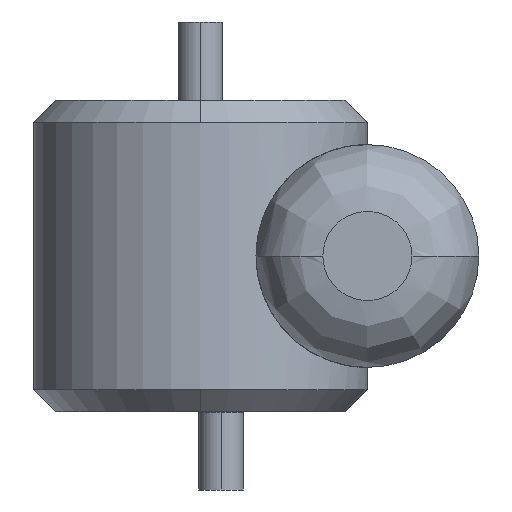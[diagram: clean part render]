
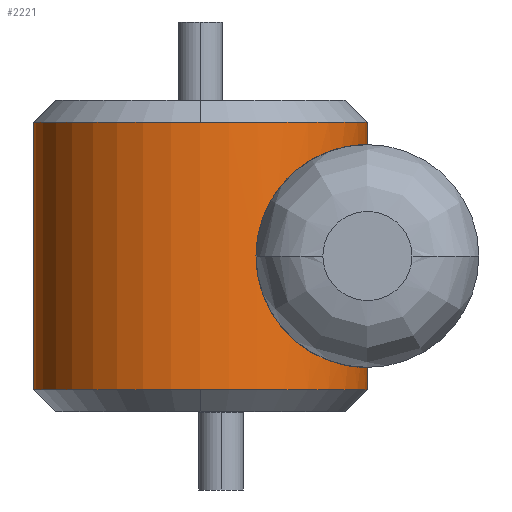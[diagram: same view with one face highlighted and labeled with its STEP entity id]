
A CAD part, left-side view. The second image highlights one B-rep face of the part: STEP entity #2221.
In plain terms, the highlighted cylindrical face has radius 7.5 mm (diameter 15 mm), a partial arc.
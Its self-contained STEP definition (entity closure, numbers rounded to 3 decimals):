
#471=CARTESIAN_POINT(' ',(-7.5,112.5,-5.992));
#472=VERTEX_POINT(' ',#471);
#551=CARTESIAN_POINT(' ',(0.,105.,-5.992));
#552=VERTEX_POINT(' ',#551);
#566=CARTESIAN_POINT(' ',(0.,112.5,-5.992));
#571=DIRECTION(' ',(0.,0.,1.));
#576=DIRECTION(' ',(-1.,0.,0.));
#581=AXIS2_PLACEMENT_3D(' ',#566,#571,#576);
#586=CIRCLE('',#581,7.5);
#591=EDGE_CURVE(' ',#472,#552,#586,.T.);
#806=CARTESIAN_POINT(' ',(0.,112.5,-5.992));
#811=DIRECTION(' ',(0.,0.,1.));
#816=DIRECTION(' ',(0.,1.,0.));
#821=AXIS2_PLACEMENT_3D(' ',#806,#811,#816);
#826=CIRCLE('',#821,7.5);
#831=CARTESIAN_POINT(' ',(0.001,120.,-5.992));
#832=VERTEX_POINT(' ',#831);
#836=EDGE_CURVE(' ',#832,#472,#826,.T.);
#1501=CARTESIAN_POINT(' ',(0.,105.,5.008));
#1506=DIRECTION(' ',(0.,0.,1.));
#1511=VECTOR(' ',#1506,1.);
#1516=LINE('',#1501,#1511);
#1521=CARTESIAN_POINT(' ',(0.,105.,5.008));
#1522=VERTEX_POINT(' ',#1521);
#1526=CARTESIAN_POINT(' ',(0.,105.,6.008));
#1527=VERTEX_POINT(' ',#1526);
#1531=EDGE_CURVE(' ',#1522,#1527,#1516,.T.);
#1696=CARTESIAN_POINT(' ',(0.,105.,-4.992));
#1697=VERTEX_POINT(' ',#1696);
#1711=CARTESIAN_POINT(' ',(0.,105.,-5.992));
#1716=DIRECTION(' ',(0.,0.,1.));
#1721=VECTOR(' ',#1716,1.);
#1726=LINE('',#1711,#1721);
#1731=EDGE_CURVE(' ',#552,#1697,#1726,.T.);
#1751=CARTESIAN_POINT(' ',(0.001,120.,-5.992));
#1756=DIRECTION(' ',(0.,0.,1.));
#1761=VECTOR(' ',#1756,1.);
#1766=LINE('',#1751,#1761);
#1771=CARTESIAN_POINT(' ',(0.001,120.,6.008));
#1772=VERTEX_POINT(' ',#1771);
#1776=EDGE_CURVE(' ',#832,#1772,#1766,.T.);
#1931=CARTESIAN_POINT(' ',(0.,112.5,7.008));
#1936=DIRECTION(' ',(0.,0.,-1.));
#1941=DIRECTION(' ',(0.,-1.,0.));
#1946=AXIS2_PLACEMENT_3D(' ',#1931,#1936,#1941);
#1951=CYLINDRICAL_SURFACE(' ',#1946,7.5);
#1956=CARTESIAN_POINT(' ',(0.,105.,5.008));
#1961=CARTESIAN_POINT(' ',(-0.917,105.,5.008));
#1966=CARTESIAN_POINT(' ',(-1.843,105.179,5.014));
#1971=CARTESIAN_POINT(' ',(-3.82,105.925,4.941));
#1976=CARTESIAN_POINT(' ',(-4.774,106.618,4.823));
#1981=CARTESIAN_POINT(' ',(-5.744,107.664,4.25));
#1986=CARTESIAN_POINT(' ',(-5.957,107.933,4.072));
#1991=CARTESIAN_POINT(' ',(-6.449,108.633,3.491));
#1996=CARTESIAN_POINT(' ',(-6.67,109.054,3.008));
#2001=CARTESIAN_POINT(' ',(-7.002,109.776,1.709));
#2006=CARTESIAN_POINT(' ',(-7.071,110.,0.859));
#2011=CARTESIAN_POINT(' ',(-7.071,110.,0.008));
#2016=B_SPLINE_CURVE_WITH_KNOTS('',3,(#1956,#1961,#1966,#1971,#1976,#1981,#1986,#1991,#1996,#2001,#2006,#2011),.UNSPECIFIED.,.F.,.U.,(4,2,2,2,2,4),(0.,0.207,0.506,0.606,0.779,1.),.UNSPECIFIED.);
#2021=CARTESIAN_POINT(' ',(-7.071,110.,0.008));
#2022=VERTEX_POINT(' ',#2021);
#2026=EDGE_CURVE(' ',#1522,#2022,#2016,.T.);
#2031=ORIENTED_EDGE(' ',*,*,#2026,.F.);
#2036=ORIENTED_EDGE(' ',*,*,#1531,.T.);
#2041=CARTESIAN_POINT(' ',(0.,112.5,6.007));
#2046=DIRECTION(' ',(0.,0.,-1.));
#2051=DIRECTION(' ',(0.,-1.,0.));
#2056=AXIS2_PLACEMENT_3D(' ',#2041,#2046,#2051);
#2061=CIRCLE('',#2056,7.5);
#2066=CARTESIAN_POINT(' ',(-7.5,112.5,6.008));
#2067=VERTEX_POINT(' ',#2066);
#2071=EDGE_CURVE(' ',#1527,#2067,#2061,.T.);
#2076=ORIENTED_EDGE(' ',*,*,#2071,.T.);
#2081=CARTESIAN_POINT(' ',(0.,112.5,6.007));
#2086=DIRECTION(' ',(0.,0.,-1.));
#2091=DIRECTION(' ',(-1.,0.,0.));
#2096=AXIS2_PLACEMENT_3D(' ',#2081,#2086,#2091);
#2101=CIRCLE('',#2096,7.5);
#2106=EDGE_CURVE(' ',#2067,#1772,#2101,.T.);
#2111=ORIENTED_EDGE(' ',*,*,#2106,.T.);
#2116=ORIENTED_EDGE(' ',*,*,#1776,.F.);
#2121=ORIENTED_EDGE(' ',*,*,#836,.T.);
#2126=ORIENTED_EDGE(' ',*,*,#591,.T.);
#2131=ORIENTED_EDGE(' ',*,*,#1731,.T.);
#2136=CARTESIAN_POINT(' ',(-7.071,110.,0.008));
#2141=CARTESIAN_POINT(' ',(-7.071,110.,-0.8));
#2146=CARTESIAN_POINT(' ',(-7.007,109.798,-1.605));
#2151=CARTESIAN_POINT(' ',(-6.682,109.071,-3.));
#2156=CARTESIAN_POINT(' ',(-6.409,108.547,-3.581));
#2161=CARTESIAN_POINT(' ',(-5.421,107.227,-4.573));
#2166=CARTESIAN_POINT(' ',(-4.584,106.444,-4.813));
#2171=CARTESIAN_POINT(' ',(-2.659,105.418,-4.997));
#2176=CARTESIAN_POINT(' ',(-1.621,105.093,-4.992));
#2181=CARTESIAN_POINT(' ',(-0.339,105.006,-4.992));
#2186=CARTESIAN_POINT(' ',(-0.17,105.,-4.992));
#2191=CARTESIAN_POINT(' ',(0.,105.,-4.992));
#2196=B_SPLINE_CURVE_WITH_KNOTS('',3,(#2136,#2141,#2146,#2151,#2156,#2161,#2166,#2171,#2176,#2181,#2186,#2191),.UNSPECIFIED.,.F.,.U.,(4,2,2,2,2,4),(0.,0.207,0.415,0.713,0.962,1.),.UNSPECIFIED.);
#2201=EDGE_CURVE(' ',#2022,#1697,#2196,.T.);
#2206=ORIENTED_EDGE(' ',*,*,#2201,.F.);
#2211=EDGE_LOOP(' ',(#2031,#2036,#2076,#2111,#2116,#2121,#2126,#2131,#2206));
#2216=FACE_OUTER_BOUND(' ',#2211,.T.);
#2221=ADVANCED_FACE('',(#2216),#1951,.T.);
